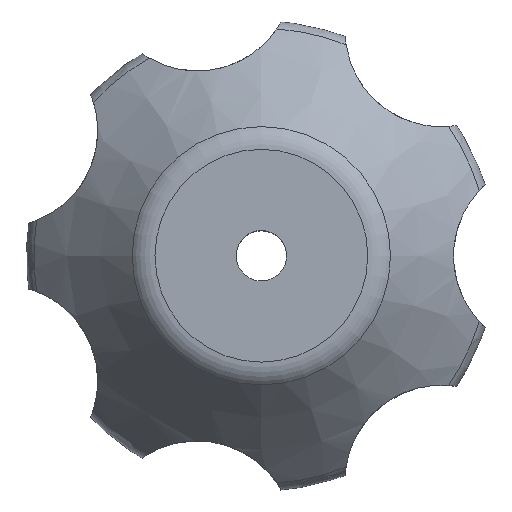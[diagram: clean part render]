
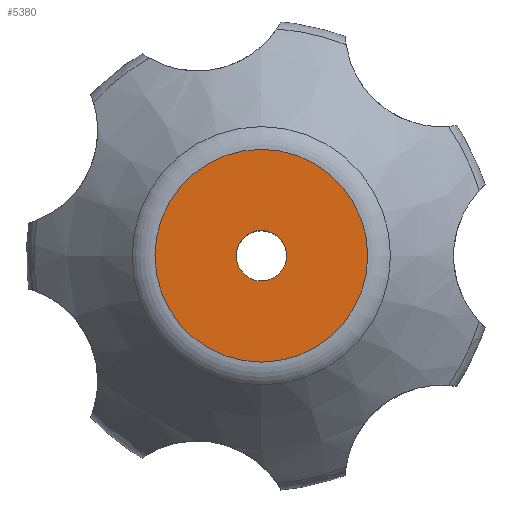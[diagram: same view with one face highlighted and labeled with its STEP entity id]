
A CAD part, top view. The second image highlights one B-rep face of the part: STEP entity #5380.
In plain terms, the highlighted planar face has unit normal (0, 0, 1).
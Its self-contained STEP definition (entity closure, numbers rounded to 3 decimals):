
#199 = TOROIDAL_SURFACE('',#200,17.709,5.);
#200 = AXIS2_PLACEMENT_3D('',#201,#202,#203);
#201 = CARTESIAN_POINT('',(0.,0.,24.));
#202 = DIRECTION('',(0.,0.,1.));
#203 = DIRECTION('',(1.,0.,0.));
#5283 = VERTEX_POINT('',#5284);
#5284 = CARTESIAN_POINT('',(17.709,0.,29.));
#5306 = EDGE_CURVE('',#5283,#5283,#5307,.T.);
#5307 = SURFACE_CURVE('',#5308,(#5313,#5320),.PCURVE_S1.);
#5308 = CIRCLE('',#5309,17.709);
#5309 = AXIS2_PLACEMENT_3D('',#5310,#5311,#5312);
#5310 = CARTESIAN_POINT('',(0.,0.,29.));
#5311 = DIRECTION('',(-0.,0.,1.));
#5312 = DIRECTION('',(1.,0.,0.));
#5313 = PCURVE('',#199,#5314);
#5314 = DEFINITIONAL_REPRESENTATION('',(#5315),#5319);
#5315 = LINE('',#5316,#5317);
#5316 = CARTESIAN_POINT('',(0.,1.571));
#5317 = VECTOR('',#5318,1.);
#5318 = DIRECTION('',(1.,0.));
#5319 = ( GEOMETRIC_REPRESENTATION_CONTEXT(2) 
PARAMETRIC_REPRESENTATION_CONTEXT() REPRESENTATION_CONTEXT('2D SPACE',''
  ) );
#5320 = PCURVE('',#5321,#5326);
#5321 = PLANE('',#5322);
#5322 = AXIS2_PLACEMENT_3D('',#5323,#5324,#5325);
#5323 = CARTESIAN_POINT('',(0.,0.,29.));
#5324 = DIRECTION('',(0.,0.,1.));
#5325 = DIRECTION('',(1.,0.,0.));
#5326 = DEFINITIONAL_REPRESENTATION('',(#5327),#5331);
#5327 = CIRCLE('',#5328,17.709);
#5328 = AXIS2_PLACEMENT_2D('',#5329,#5330);
#5329 = CARTESIAN_POINT('',(0.,0.));
#5330 = DIRECTION('',(1.,0.));
#5331 = ( GEOMETRIC_REPRESENTATION_CONTEXT(2) 
PARAMETRIC_REPRESENTATION_CONTEXT() REPRESENTATION_CONTEXT('2D SPACE',''
  ) );
#5369 = CYLINDRICAL_SURFACE('',#5370,4.2);
#5370 = AXIS2_PLACEMENT_3D('',#5371,#5372,#5373);
#5371 = CARTESIAN_POINT('',(0.,0.,0.));
#5372 = DIRECTION('',(0.,0.,1.));
#5373 = DIRECTION('',(1.,0.,0.));
#5380 = ADVANCED_FACE('',(#5381,#5384),#5321,.T.);
#5381 = FACE_BOUND('',#5382,.T.);
#5382 = EDGE_LOOP('',(#5383));
#5383 = ORIENTED_EDGE('',*,*,#5306,.T.);
#5384 = FACE_BOUND('',#5385,.T.);
#5385 = EDGE_LOOP('',(#5386));
#5386 = ORIENTED_EDGE('',*,*,#5387,.F.);
#5387 = EDGE_CURVE('',#5388,#5388,#5390,.T.);
#5388 = VERTEX_POINT('',#5389);
#5389 = CARTESIAN_POINT('',(4.2,0.,29.));
#5390 = SURFACE_CURVE('',#5391,(#5396,#5403),.PCURVE_S1.);
#5391 = CIRCLE('',#5392,4.2);
#5392 = AXIS2_PLACEMENT_3D('',#5393,#5394,#5395);
#5393 = CARTESIAN_POINT('',(0.,0.,29.));
#5394 = DIRECTION('',(0.,0.,1.));
#5395 = DIRECTION('',(1.,0.,-0.));
#5396 = PCURVE('',#5321,#5397);
#5397 = DEFINITIONAL_REPRESENTATION('',(#5398),#5402);
#5398 = CIRCLE('',#5399,4.2);
#5399 = AXIS2_PLACEMENT_2D('',#5400,#5401);
#5400 = CARTESIAN_POINT('',(0.,0.));
#5401 = DIRECTION('',(1.,0.));
#5402 = ( GEOMETRIC_REPRESENTATION_CONTEXT(2) 
PARAMETRIC_REPRESENTATION_CONTEXT() REPRESENTATION_CONTEXT('2D SPACE',''
  ) );
#5403 = PCURVE('',#5369,#5404);
#5404 = DEFINITIONAL_REPRESENTATION('',(#5405),#5409);
#5405 = LINE('',#5406,#5407);
#5406 = CARTESIAN_POINT('',(0.,29.));
#5407 = VECTOR('',#5408,1.);
#5408 = DIRECTION('',(1.,0.));
#5409 = ( GEOMETRIC_REPRESENTATION_CONTEXT(2) 
PARAMETRIC_REPRESENTATION_CONTEXT() REPRESENTATION_CONTEXT('2D SPACE',''
  ) );
